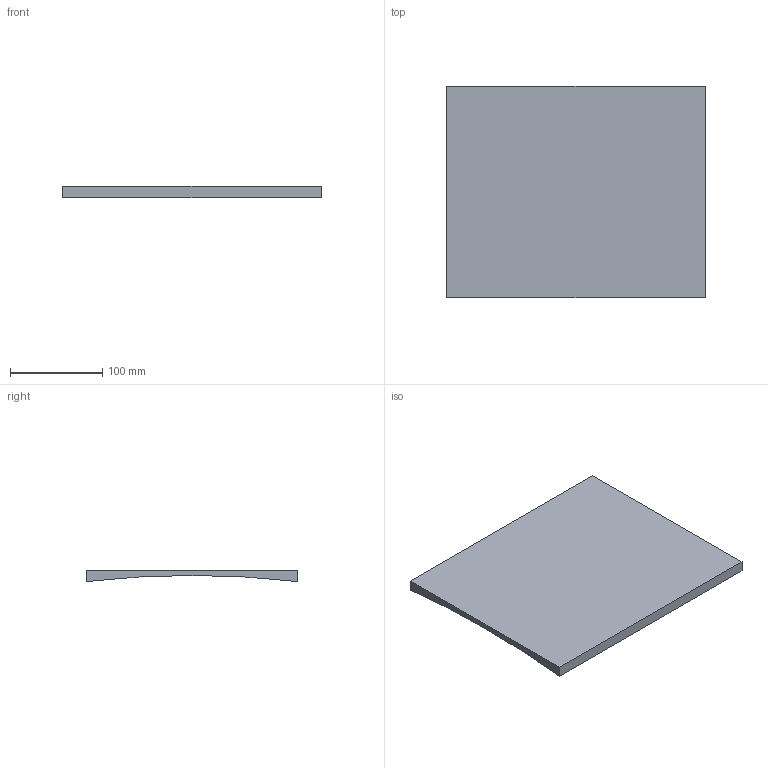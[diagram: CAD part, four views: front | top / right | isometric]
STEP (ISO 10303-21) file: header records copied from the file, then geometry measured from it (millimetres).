
FILE_DESCRIPTION (( 'STEP AP214' ), '1' );
FILE_NAME ('singleside_ellipse_12mmthick.STEP', '2020-12-02T17:32:55', ( '' ), ( '' ), 'SwSTEP 2.0', 'SolidWorks 2020', '' );
FILE_SCHEMA (( 'AUTOMOTIVE_DESIGN' ));
Length unit declared in the file: millimetre
Products named in the file (1): singleside_ellipse_12mmthick
Bounding box: 279.4 x 228.6 x 12 mm (x, y, z)
Volume: 455911.3 mm3; surface area: 137808 mm2
Topology: 1 solids, 1 shells, 6 faces, 12 edges, 8 vertices
Faces by surface type: plane 5, bspline 1
Entity records: 205 total; most frequent: CARTESIAN_POINT 48, DIRECTION 24, ORIENTED_EDGE 24, EDGE_CURVE 12, LINE 8, VERTEX_POINT 8, VECTOR 8, AXIS2_PLACEMENT_3D 8
